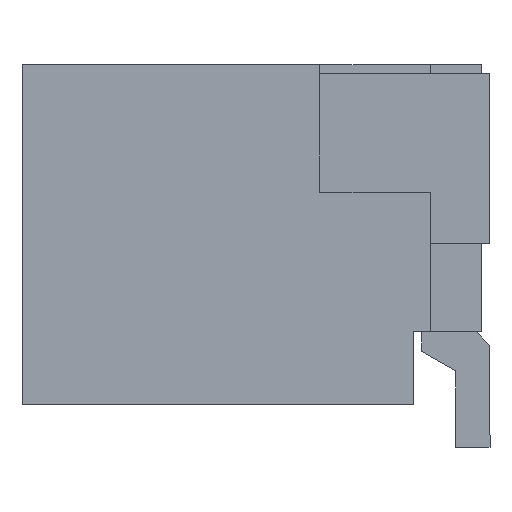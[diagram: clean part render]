
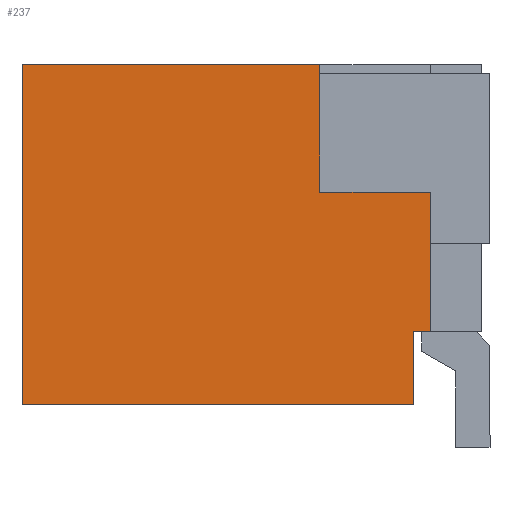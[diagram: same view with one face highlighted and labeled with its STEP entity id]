
A CAD part, left-side view. The second image highlights one B-rep face of the part: STEP entity #237.
In plain terms, the highlighted planar face has unit normal (-1, 0, 0).
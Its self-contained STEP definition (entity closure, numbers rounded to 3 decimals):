
#66 = DIRECTION ( 'NONE',  ( 0., 1., 0. ) ) ;
#102 = ORIENTED_EDGE ( 'NONE', *, *, #1084, .T. ) ;
#164 = ORIENTED_EDGE ( 'NONE', *, *, #687, .T. ) ;
#237 = ADVANCED_FACE ( 'NONE', ( #442 ), #2702, .F. ) ;
#324 = ORIENTED_EDGE ( 'NONE', *, *, #2094, .F. ) ;
#380 = EDGE_CURVE ( 'NONE', #2298, #2429, #477, .T. ) ;
#419 = CARTESIAN_POINT ( 'NONE',  ( 2.3, 2.4, 0.55 ) ) ;
#442 = FACE_OUTER_BOUND ( 'NONE', #2836, .T. ) ;
#452 = CARTESIAN_POINT ( 'NONE',  ( 2.3, 2.4, -0.27 ) ) ;
#458 = CARTESIAN_POINT ( 'NONE',  ( 2.3, 2.3, -0.27 ) ) ;
#477 = LINE ( 'NONE', #2813, #859 ) ;
#500 = VERTEX_POINT ( 'NONE', #2378 ) ;
#553 = LINE ( 'NONE', #419, #2842 ) ;
#642 = CARTESIAN_POINT ( 'NONE',  ( 2.3, 2.95, 1.3 ) ) ;
#687 = EDGE_CURVE ( 'NONE', #500, #1428, #1299, .T. ) ;
#693 = LINE ( 'NONE', #642, #1650 ) ;
#787 = ORIENTED_EDGE ( 'NONE', *, *, #1875, .F. ) ;
#811 = CARTESIAN_POINT ( 'NONE',  ( 2.3, 4.7, -0.7 ) ) ;
#836 = EDGE_CURVE ( 'NONE', #2298, #1187, #2019, .T. ) ;
#859 = VECTOR ( 'NONE', #2087, 1000. ) ;
#927 = CARTESIAN_POINT ( 'NONE',  ( 2.3, 2.4, -0.7 ) ) ;
#964 = CARTESIAN_POINT ( 'NONE',  ( 2.3, 2.3, 0.55 ) ) ;
#1014 = VECTOR ( 'NONE', #1685, 1000. ) ;
#1084 = EDGE_CURVE ( 'NONE', #1428, #1187, #1179, .T. ) ;
#1141 = DIRECTION ( 'NONE',  ( 0., -1., 0. ) ) ;
#1179 = LINE ( 'NONE', #1180, #2881 ) ;
#1180 = CARTESIAN_POINT ( 'NONE',  ( 2.3, 4.7, 1.3 ) ) ;
#1187 = VERTEX_POINT ( 'NONE', #811 ) ;
#1235 = CARTESIAN_POINT ( 'NONE',  ( 2.3, 2.4, 1.3 ) ) ;
#1253 = DIRECTION ( 'NONE',  ( 0., 0., -1. ) ) ;
#1299 = LINE ( 'NONE', #1766, #3016 ) ;
#1321 = VECTOR ( 'NONE', #1606, 1000. ) ;
#1428 = VERTEX_POINT ( 'NONE', #1910 ) ;
#1511 = DIRECTION ( 'NONE',  ( 1., 0., 0. ) ) ;
#1520 = CARTESIAN_POINT ( 'NONE',  ( 2.3, 2.4, -0.27 ) ) ;
#1549 = EDGE_CURVE ( 'NONE', #2429, #2745, #2464, .T. ) ;
#1581 = LINE ( 'NONE', #1966, #1621 ) ;
#1606 = DIRECTION ( 'NONE',  ( 0., -1., 0. ) ) ;
#1613 = ORIENTED_EDGE ( 'NONE', *, *, #1635, .F. ) ;
#1621 = VECTOR ( 'NONE', #1253, 1000. ) ;
#1635 = EDGE_CURVE ( 'NONE', #2833, #3091, #553, .T. ) ;
#1650 = VECTOR ( 'NONE', #2812, 1000. ) ;
#1685 = DIRECTION ( 'NONE',  ( 0., 1., 0. ) ) ;
#1766 = CARTESIAN_POINT ( 'NONE',  ( 2.3, 2., 1.3 ) ) ;
#1875 = EDGE_CURVE ( 'NONE', #3091, #2745, #1581, .T. ) ;
#1910 = CARTESIAN_POINT ( 'NONE',  ( 2.3, 4.7, 1.3 ) ) ;
#1966 = CARTESIAN_POINT ( 'NONE',  ( 2.3, 2.3, 1.3 ) ) ;
#2019 = LINE ( 'NONE', #927, #1014 ) ;
#2087 = DIRECTION ( 'NONE',  ( 0., 0., 1. ) ) ;
#2094 = EDGE_CURVE ( 'NONE', #500, #2833, #693, .T. ) ;
#2173 = ORIENTED_EDGE ( 'NONE', *, *, #1549, .T. ) ;
#2298 = VERTEX_POINT ( 'NONE', #2530 ) ;
#2378 = CARTESIAN_POINT ( 'NONE',  ( 2.3, 2.95, 1.3 ) ) ;
#2429 = VERTEX_POINT ( 'NONE', #1520 ) ;
#2464 = LINE ( 'NONE', #452, #1321 ) ;
#2530 = CARTESIAN_POINT ( 'NONE',  ( 2.3, 2.4, -0.7 ) ) ;
#2667 = DIRECTION ( 'NONE',  ( 0., 0., -1. ) ) ;
#2702 = PLANE ( 'NONE',  #3089 ) ;
#2730 = DIRECTION ( 'NONE',  ( 0., 0., -1. ) ) ;
#2736 = CARTESIAN_POINT ( 'NONE',  ( 2.3, 2.95, 0.55 ) ) ;
#2745 = VERTEX_POINT ( 'NONE', #458 ) ;
#2748 = ORIENTED_EDGE ( 'NONE', *, *, #380, .T. ) ;
#2812 = DIRECTION ( 'NONE',  ( 0., 0., -1. ) ) ;
#2813 = CARTESIAN_POINT ( 'NONE',  ( 2.3, 2.4, -0.7 ) ) ;
#2833 = VERTEX_POINT ( 'NONE', #2736 ) ;
#2836 = EDGE_LOOP ( 'NONE', ( #1613, #324, #164, #102, #3024, #2748, #2173, #787 ) ) ;
#2842 = VECTOR ( 'NONE', #1141, 1000. ) ;
#2881 = VECTOR ( 'NONE', #2667, 1000. ) ;
#3016 = VECTOR ( 'NONE', #66, 1000. ) ;
#3024 = ORIENTED_EDGE ( 'NONE', *, *, #836, .F. ) ;
#3089 = AXIS2_PLACEMENT_3D ( 'NONE', #1235, #1511, #2730 ) ;
#3091 = VERTEX_POINT ( 'NONE', #964 ) ;
